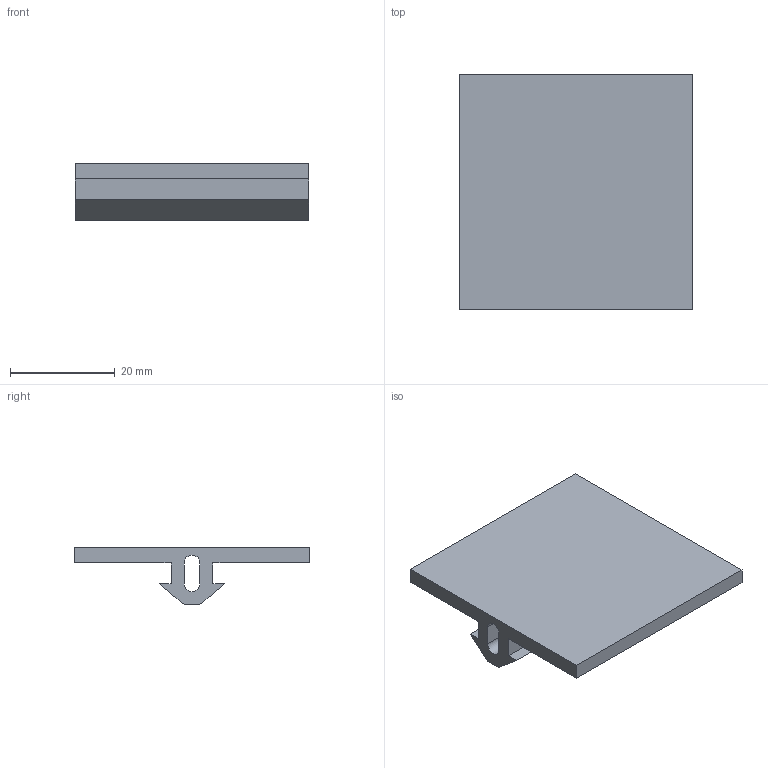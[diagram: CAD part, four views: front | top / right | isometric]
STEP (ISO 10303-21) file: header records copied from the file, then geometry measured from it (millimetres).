
FILE_DESCRIPTION (( 'STEP AP203' ), '1' );
FILE_NAME ('Part4.STEP', '2011-05-05T07:06:42', ( ' ' ), ( ' ' ), 'SwSTEP 2.0', 'SolidWorks 2009', '' );
FILE_SCHEMA (( 'CONFIG_CONTROL_DESIGN' ));
Length unit declared in the file: millimetre
Products named in the file (1): Part4
Bounding box: 44.67 x 45 x 11 mm (x, y, z)
Volume: 7981.9 mm3; surface area: 6304.3 mm2
Topology: 1 solids, 1 shells, 19 faces, 51 edges, 34 vertices
Faces by surface type: plane 16, cylinder 3
Entity records: 672 total; most frequent: CARTESIAN_POINT 105, ORIENTED_EDGE 102, DIRECTION 97, EDGE_CURVE 51, VECTOR 45, LINE 45, VERTEX_POINT 34, AXIS2_PLACEMENT_3D 26
